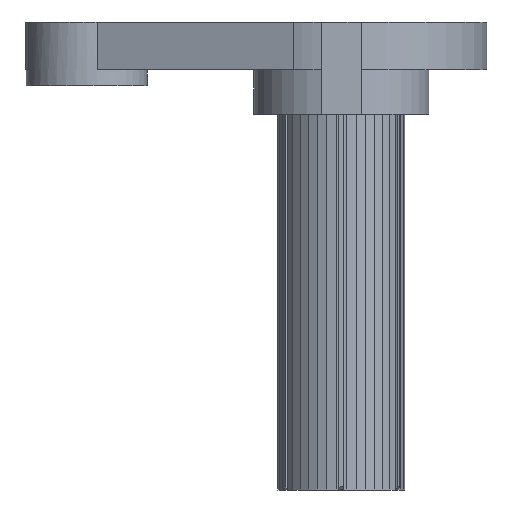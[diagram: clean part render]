
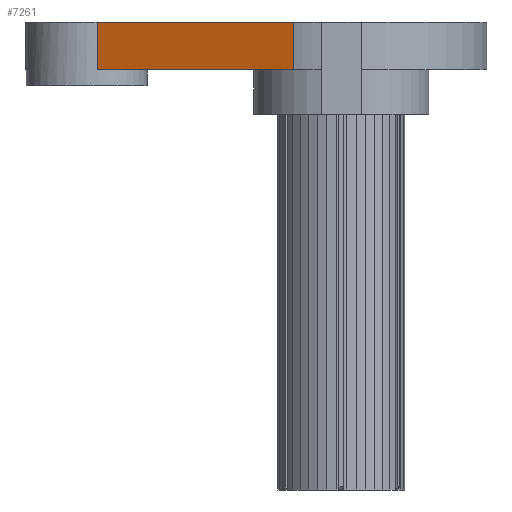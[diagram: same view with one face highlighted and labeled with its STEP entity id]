
A CAD part, front view. The second image highlights one B-rep face of the part: STEP entity #7261.
In plain terms, the highlighted planar face has unit normal (-0.353, -0.936, 0).
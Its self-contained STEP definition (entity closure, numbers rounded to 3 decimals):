
#497 = PLANE('',#498);
#498 = AXIS2_PLACEMENT_3D('',#499,#500,#501);
#499 = CARTESIAN_POINT('',(-4.708,-241.239,34.));
#500 = DIRECTION('',(0.,0.,1.));
#501 = DIRECTION('',(1.,0.,0.));
#4934 = CYLINDRICAL_SURFACE('',#4935,3.8);
#4935 = AXIS2_PLACEMENT_3D('',#4936,#4937,#4938);
#4936 = CARTESIAN_POINT('',(-16.,-241.,34.));
#4937 = DIRECTION('',(0.,0.,1.));
#4938 = DIRECTION('',(1.,0.,0.));
#4976 = VERTEX_POINT('',#4977);
#4977 = CARTESIAN_POINT('',(-15.346,-244.743,34.));
#4999 = EDGE_CURVE('',#4976,#5000,#5002,.T.);
#5000 = VERTEX_POINT('',#5001);
#5001 = CARTESIAN_POINT('',(-3.029,-249.389,34.));
#5002 = SURFACE_CURVE('',#5003,(#5007,#5014),.PCURVE_S1.);
#5003 = LINE('',#5004,#5005);
#5004 = CARTESIAN_POINT('',(-17.911,-243.775,34.));
#5005 = VECTOR('',#5006,1.);
#5006 = DIRECTION('',(0.936,-0.353,0.));
#5007 = PCURVE('',#497,#5008);
#5008 = DEFINITIONAL_REPRESENTATION('',(#5009),#5013);
#5009 = LINE('',#5010,#5011);
#5010 = CARTESIAN_POINT('',(-13.204,-2.536));
#5011 = VECTOR('',#5012,1.);
#5012 = DIRECTION('',(0.936,-0.353));
#5013 = ( GEOMETRIC_REPRESENTATION_CONTEXT(2) 
PARAMETRIC_REPRESENTATION_CONTEXT() REPRESENTATION_CONTEXT('2D SPACE',''
  ) );
#5014 = PCURVE('',#5015,#5020);
#5015 = PLANE('',#5016);
#5016 = AXIS2_PLACEMENT_3D('',#5017,#5018,#5019);
#5017 = CARTESIAN_POINT('',(-17.911,-243.775,34.));
#5018 = DIRECTION('',(-0.353,-0.936,0.));
#5019 = DIRECTION('',(0.936,-0.353,0.));
#5020 = DEFINITIONAL_REPRESENTATION('',(#5021),#5025);
#5021 = LINE('',#5022,#5023);
#5022 = CARTESIAN_POINT('',(0.,0.));
#5023 = VECTOR('',#5024,1.);
#5024 = DIRECTION('',(1.,0.));
#5025 = ( GEOMETRIC_REPRESENTATION_CONTEXT(2) 
PARAMETRIC_REPRESENTATION_CONTEXT() REPRESENTATION_CONTEXT('2D SPACE',''
  ) );
#5044 = CYLINDRICAL_SURFACE('',#5045,9.);
#5045 = AXIS2_PLACEMENT_3D('',#5046,#5047,#5048);
#5046 = CARTESIAN_POINT('',(0.147,-240.968,34.));
#5047 = DIRECTION('',(0.,0.,1.));
#5048 = DIRECTION('',(1.,0.,0.));
#7043 = PLANE('',#7044);
#7044 = AXIS2_PLACEMENT_3D('',#7045,#7046,#7047);
#7045 = CARTESIAN_POINT('',(-5.216,-240.968,31.));
#7046 = DIRECTION('',(0.,0.,1.));
#7047 = DIRECTION('',(0.,1.,0.));
#7102 = VERTEX_POINT('',#7103);
#7103 = CARTESIAN_POINT('',(-15.346,-244.743,31.));
#7125 = EDGE_CURVE('',#7102,#4976,#7126,.T.);
#7126 = SURFACE_CURVE('',#7127,(#7131,#7137),.PCURVE_S1.);
#7127 = LINE('',#7128,#7129);
#7128 = CARTESIAN_POINT('',(-15.346,-244.743,34.));
#7129 = VECTOR('',#7130,1.);
#7130 = DIRECTION('',(0.,0.,1.));
#7131 = PCURVE('',#4934,#7132);
#7132 = DEFINITIONAL_REPRESENTATION('',(#7133),#7136);
#7133 = B_SPLINE_CURVE_WITH_KNOTS('',1,(#7134,#7135),.UNSPECIFIED.,.F.,
  .F.,(2,2),(-3.3,0.),.PIECEWISE_BEZIER_KNOTS.);
#7134 = CARTESIAN_POINT('',(4.885,-3.3));
#7135 = CARTESIAN_POINT('',(4.885,0.));
#7136 = ( GEOMETRIC_REPRESENTATION_CONTEXT(2) 
PARAMETRIC_REPRESENTATION_CONTEXT() REPRESENTATION_CONTEXT('2D SPACE',''
  ) );
#7137 = PCURVE('',#5015,#7138);
#7138 = DEFINITIONAL_REPRESENTATION('',(#7139),#7142);
#7139 = B_SPLINE_CURVE_WITH_KNOTS('',1,(#7140,#7141),.UNSPECIFIED.,.F.,
  .F.,(2,2),(-3.3,0.),.PIECEWISE_BEZIER_KNOTS.);
#7140 = CARTESIAN_POINT('',(2.742,-3.3));
#7141 = CARTESIAN_POINT('',(2.742,0.));
#7142 = ( GEOMETRIC_REPRESENTATION_CONTEXT(2) 
PARAMETRIC_REPRESENTATION_CONTEXT() REPRESENTATION_CONTEXT('2D SPACE',''
  ) );
#7261 = ADVANCED_FACE('',(#7262),#5015,.T.);
#7262 = FACE_BOUND('',#7263,.T.);
#7263 = EDGE_LOOP('',(#7264,#7265,#7266,#7289));
#7264 = ORIENTED_EDGE('',*,*,#4999,.F.);
#7265 = ORIENTED_EDGE('',*,*,#7125,.F.);
#7266 = ORIENTED_EDGE('',*,*,#7267,.T.);
#7267 = EDGE_CURVE('',#7102,#7268,#7270,.T.);
#7268 = VERTEX_POINT('',#7269);
#7269 = CARTESIAN_POINT('',(-3.029,-249.389,31.));
#7270 = SURFACE_CURVE('',#7271,(#7275,#7282),.PCURVE_S1.);
#7271 = LINE('',#7272,#7273);
#7272 = CARTESIAN_POINT('',(-17.911,-243.775,31.));
#7273 = VECTOR('',#7274,1.);
#7274 = DIRECTION('',(0.936,-0.353,0.));
#7275 = PCURVE('',#5015,#7276);
#7276 = DEFINITIONAL_REPRESENTATION('',(#7277),#7281);
#7277 = LINE('',#7278,#7279);
#7278 = CARTESIAN_POINT('',(0.,-3.));
#7279 = VECTOR('',#7280,1.);
#7280 = DIRECTION('',(1.,0.));
#7281 = ( GEOMETRIC_REPRESENTATION_CONTEXT(2) 
PARAMETRIC_REPRESENTATION_CONTEXT() REPRESENTATION_CONTEXT('2D SPACE',''
  ) );
#7282 = PCURVE('',#7043,#7283);
#7283 = DEFINITIONAL_REPRESENTATION('',(#7284),#7288);
#7284 = LINE('',#7285,#7286);
#7285 = CARTESIAN_POINT('',(-2.807,12.695));
#7286 = VECTOR('',#7287,1.);
#7287 = DIRECTION('',(-0.353,-0.936));
#7288 = ( GEOMETRIC_REPRESENTATION_CONTEXT(2) 
PARAMETRIC_REPRESENTATION_CONTEXT() REPRESENTATION_CONTEXT('2D SPACE',''
  ) );
#7289 = ORIENTED_EDGE('',*,*,#7290,.F.);
#7290 = EDGE_CURVE('',#5000,#7268,#7291,.T.);
#7291 = SURFACE_CURVE('',#7292,(#7296,#7303),.PCURVE_S1.);
#7292 = LINE('',#7293,#7294);
#7293 = CARTESIAN_POINT('',(-3.029,-249.389,34.));
#7294 = VECTOR('',#7295,1.);
#7295 = DIRECTION('',(-0.,-0.,-1.));
#7296 = PCURVE('',#5015,#7297);
#7297 = DEFINITIONAL_REPRESENTATION('',(#7298),#7302);
#7298 = LINE('',#7299,#7300);
#7299 = CARTESIAN_POINT('',(15.906,0.));
#7300 = VECTOR('',#7301,1.);
#7301 = DIRECTION('',(0.,-1.));
#7302 = ( GEOMETRIC_REPRESENTATION_CONTEXT(2) 
PARAMETRIC_REPRESENTATION_CONTEXT() REPRESENTATION_CONTEXT('2D SPACE',''
  ) );
#7303 = PCURVE('',#5044,#7304);
#7304 = DEFINITIONAL_REPRESENTATION('',(#7305),#7309);
#7305 = LINE('',#7306,#7307);
#7306 = CARTESIAN_POINT('',(4.352,0.));
#7307 = VECTOR('',#7308,1.);
#7308 = DIRECTION('',(0.,-1.));
#7309 = ( GEOMETRIC_REPRESENTATION_CONTEXT(2) 
PARAMETRIC_REPRESENTATION_CONTEXT() REPRESENTATION_CONTEXT('2D SPACE',''
  ) );
